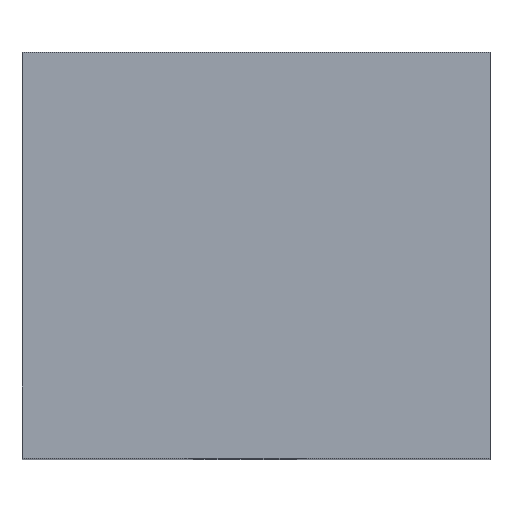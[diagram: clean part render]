
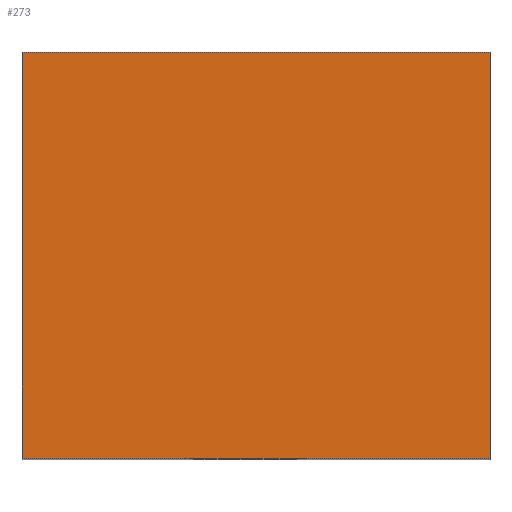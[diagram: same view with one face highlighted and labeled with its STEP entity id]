
A CAD part, top view. The second image highlights one B-rep face of the part: STEP entity #273.
In plain terms, the highlighted planar face has unit normal (0, 0, 1).
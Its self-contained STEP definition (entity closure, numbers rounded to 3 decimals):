
#1 = CARTESIAN_POINT ( 'NONE',  ( 11.53, 5., 11.155 ) ) ;
#10 = VERTEX_POINT ( 'NONE', #365 ) ;
#13 = LINE ( 'NONE', #263, #36 ) ;
#17 = VERTEX_POINT ( 'NONE', #238 ) ;
#19 = VERTEX_POINT ( 'NONE', #446 ) ;
#36 = VECTOR ( 'NONE', #322, 1000. ) ;
#46 = EDGE_CURVE ( 'NONE', #19, #10, #142, .T. ) ;
#58 = ORIENTED_EDGE ( 'NONE', *, *, #46, .F. ) ;
#76 = ORIENTED_EDGE ( 'NONE', *, *, #451, .F. ) ;
#86 = LINE ( 'NONE', #286, #448 ) ;
#98 = EDGE_CURVE ( 'NONE', #17, #291, #240, .T. ) ;
#100 = CARTESIAN_POINT ( 'NONE',  ( 11.53, -5., 11.155 ) ) ;
#142 = LINE ( 'NONE', #100, #166 ) ;
#163 = DIRECTION ( 'NONE',  ( 0., -1., 0. ) ) ;
#166 = VECTOR ( 'NONE', #205, 1000. ) ;
#180 = PLANE ( 'NONE',  #383 ) ;
#205 = DIRECTION ( 'NONE',  ( -1., 0., 0. ) ) ;
#211 = CARTESIAN_POINT ( 'NONE',  ( 11.53, 0., 11.155 ) ) ;
#216 = ORIENTED_EDGE ( 'NONE', *, *, #98, .T. ) ;
#238 = CARTESIAN_POINT ( 'NONE',  ( 11.53, 5., 11.155 ) ) ;
#240 = LINE ( 'NONE', #1, #391 ) ;
#263 = CARTESIAN_POINT ( 'NONE',  ( 11.53, 0., 11.155 ) ) ;
#273 = ADVANCED_FACE ( 'NONE', ( #388 ), #180, .F. ) ;
#282 = DIRECTION ( 'NONE',  ( -1., 0., 0. ) ) ;
#285 = DIRECTION ( 'NONE',  ( 0., 0., -1. ) ) ;
#286 = CARTESIAN_POINT ( 'NONE',  ( 0., 0., 11.155 ) ) ;
#291 = VERTEX_POINT ( 'NONE', #390 ) ;
#308 = DIRECTION ( 'NONE',  ( -1., 0., 0. ) ) ;
#322 = DIRECTION ( 'NONE',  ( 0., -1., 0. ) ) ;
#351 = EDGE_CURVE ( 'NONE', #291, #10, #86, .T. ) ;
#365 = CARTESIAN_POINT ( 'NONE',  ( 0., -5., 11.155 ) ) ;
#382 = ORIENTED_EDGE ( 'NONE', *, *, #351, .T. ) ;
#383 = AXIS2_PLACEMENT_3D ( 'NONE', #211, #285, #282 ) ;
#388 = FACE_OUTER_BOUND ( 'NONE', #403, .T. ) ;
#390 = CARTESIAN_POINT ( 'NONE',  ( 0., 5., 11.155 ) ) ;
#391 = VECTOR ( 'NONE', #308, 1000. ) ;
#403 = EDGE_LOOP ( 'NONE', ( #382, #58, #76, #216 ) ) ;
#446 = CARTESIAN_POINT ( 'NONE',  ( 11.53, -5., 11.155 ) ) ;
#448 = VECTOR ( 'NONE', #163, 1000. ) ;
#451 = EDGE_CURVE ( 'NONE', #17, #19, #13, .T. ) ;
